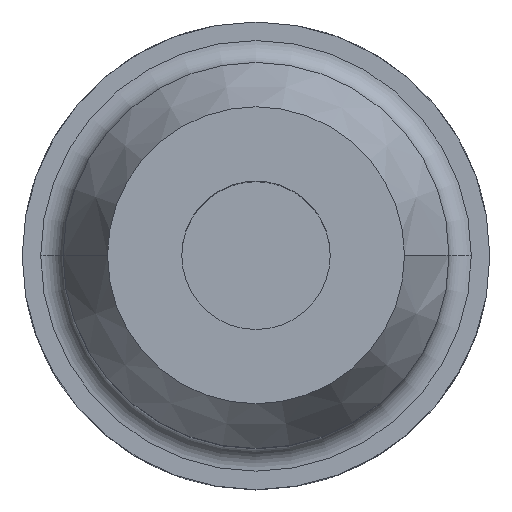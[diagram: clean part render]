
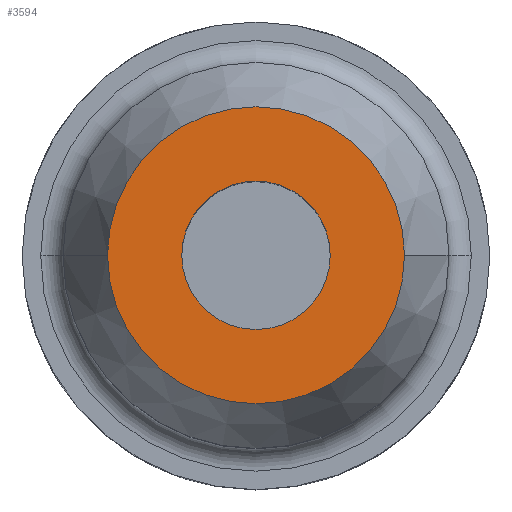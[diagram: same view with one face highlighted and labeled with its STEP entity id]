
A CAD part, top view. The second image highlights one B-rep face of the part: STEP entity #3594.
In plain terms, the highlighted planar face has unit normal (0, 0, 1).
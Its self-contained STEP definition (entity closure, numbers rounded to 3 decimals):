
#49 = ORIENTED_EDGE ( 'NONE', *, *, #1333, .T. ) ;
#289 = AXIS2_PLACEMENT_3D ( 'NONE', #4316, #2103, #4690 ) ;
#364 = VERTEX_POINT ( 'NONE', #1142 ) ;
#606 = EDGE_LOOP ( 'NONE', ( #1961, #1186 ) ) ;
#705 = PLANE ( 'NONE',  #4706 ) ;
#860 = CIRCLE ( 'NONE', #915, 20. ) ;
#915 = AXIS2_PLACEMENT_3D ( 'NONE', #4398, #4156, #1455 ) ;
#1090 = DIRECTION ( 'NONE',  ( 0., 0., 1. ) ) ;
#1142 = CARTESIAN_POINT ( 'NONE',  ( -20., 0., 65. ) ) ;
#1186 = ORIENTED_EDGE ( 'NONE', *, *, #1462, .F. ) ;
#1198 = CIRCLE ( 'NONE', #289, 20. ) ;
#1333 = EDGE_CURVE ( 'NONE', #4790, #4119, #1863, .T. ) ;
#1455 = DIRECTION ( 'NONE',  ( -1., 0., 0. ) ) ;
#1462 = EDGE_CURVE ( 'NONE', #3376, #364, #860, .T. ) ;
#1513 = CIRCLE ( 'NONE', #4166, 10. ) ;
#1771 = EDGE_CURVE ( 'NONE', #4119, #4790, #1513, .T. ) ;
#1863 = CIRCLE ( 'NONE', #2450, 10. ) ;
#1961 = ORIENTED_EDGE ( 'NONE', *, *, #4558, .F. ) ;
#2103 = DIRECTION ( 'NONE',  ( 0., 0., -1. ) ) ;
#2192 = FACE_OUTER_BOUND ( 'NONE', #606, .T. ) ;
#2322 = EDGE_LOOP ( 'NONE', ( #2754, #49 ) ) ;
#2450 = AXIS2_PLACEMENT_3D ( 'NONE', #3191, #3347, #3319 ) ;
#2545 = DIRECTION ( 'NONE',  ( -1., 0., 0. ) ) ;
#2754 = ORIENTED_EDGE ( 'NONE', *, *, #1771, .T. ) ;
#3191 = CARTESIAN_POINT ( 'NONE',  ( 0., 0., 65. ) ) ;
#3211 = FACE_BOUND ( 'NONE', #2322, .T. ) ;
#3319 = DIRECTION ( 'NONE',  ( -1., 0., 0. ) ) ;
#3347 = DIRECTION ( 'NONE',  ( 0., 0., -1. ) ) ;
#3376 = VERTEX_POINT ( 'NONE', #3820 ) ;
#3594 = ADVANCED_FACE ( 'NONE', ( #3211, #2192 ), #705, .T. ) ;
#3654 = DIRECTION ( 'NONE',  ( 0., 0., -1. ) ) ;
#3719 = DIRECTION ( 'NONE',  ( 1., 0., 0. ) ) ;
#3820 = CARTESIAN_POINT ( 'NONE',  ( 20., 0., 65. ) ) ;
#3921 = CARTESIAN_POINT ( 'NONE',  ( -10., 0., 65. ) ) ;
#4050 = CARTESIAN_POINT ( 'NONE',  ( 0., 0., 65. ) ) ;
#4119 = VERTEX_POINT ( 'NONE', #3921 ) ;
#4156 = DIRECTION ( 'NONE',  ( 0., 0., -1. ) ) ;
#4166 = AXIS2_PLACEMENT_3D ( 'NONE', #4050, #3654, #2545 ) ;
#4316 = CARTESIAN_POINT ( 'NONE',  ( 0., 0., 65. ) ) ;
#4398 = CARTESIAN_POINT ( 'NONE',  ( 0., 0., 65. ) ) ;
#4429 = CARTESIAN_POINT ( 'NONE',  ( 0., 0., 65. ) ) ;
#4558 = EDGE_CURVE ( 'NONE', #364, #3376, #1198, .T. ) ;
#4690 = DIRECTION ( 'NONE',  ( -1., 0., 0. ) ) ;
#4706 = AXIS2_PLACEMENT_3D ( 'NONE', #4429, #1090, #3719 ) ;
#4768 = CARTESIAN_POINT ( 'NONE',  ( 10., 0., 65. ) ) ;
#4790 = VERTEX_POINT ( 'NONE', #4768 ) ;
